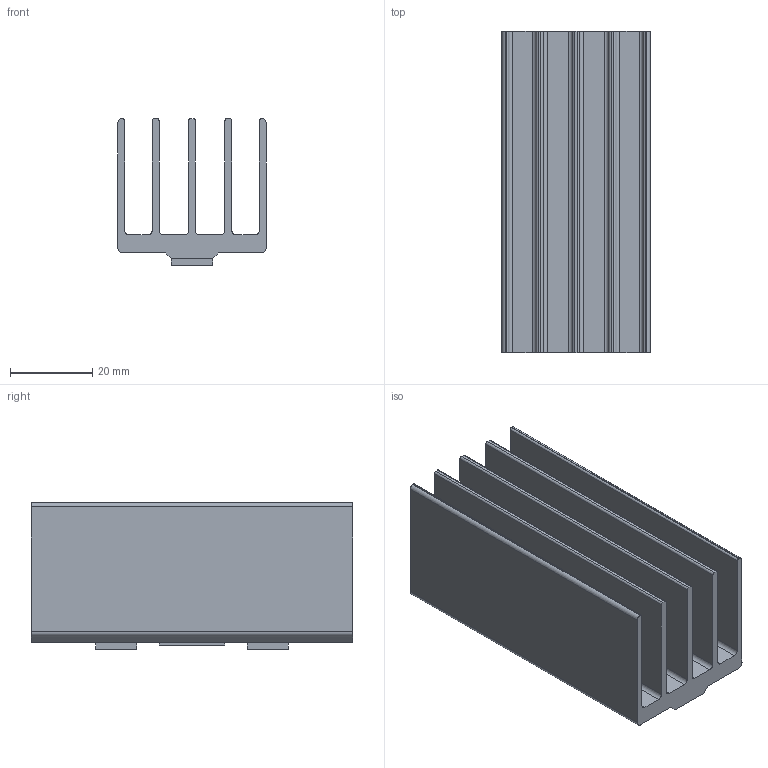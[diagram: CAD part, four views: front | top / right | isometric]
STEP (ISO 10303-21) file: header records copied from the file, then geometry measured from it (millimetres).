
FILE_DESCRIPTION(/* description */ ('Open CASCADE Model'),/* implementation_level */ '2;1');
FILE_NAME(/* name */ 'HS.step',/* time_stamp */ '2025-10-13T19:42:18+11:00',/* author */ (''),/* organization */ (''),/* preprocessor_version */ 'ST-DEVELOPER v20.1',/* originating_system */ 'Autodesk Translation Framework v14.17.0.0',/* authorisation */ '');
FILE_SCHEMA (('AUTOMOTIVE_DESIGN { 1 0 10303 214 3 1 1 }'));
Length unit declared in the file: millimetre
Products named in the file (5): PCB; MP1; UNK_ATS-TI10P-519-C1-R3_HEAT_SINK; ATS-TI10P-519-C1-R3; Advanced Thermal Solutions Logo
Assembly tree (4 placements, depth 4):
  PCB
    MP1
      UNK_ATS-TI10P-519-C1-R3_HEAT_SINK
        ATS-TI10P-519-C1-R3
        Advanced Thermal Solutions Logo
Bounding box: 35.99 x 78 x 35.6 mm (x, y, z)
Volume: 32313.5 mm3; surface area: 29145.4 mm2
Topology: 36 solids, 36 shells, 547 faces, 1407 edges, 934 vertices
Faces by surface type: plane 314, bspline 157, cylinder 76
Full cylindrical faces by diameter (mm): 3 x22, 3.541 x22
Entity records: 20525 total; most frequent: CARTESIAN_POINT 8329, ORIENTED_EDGE 2814, DIRECTION 1846, EDGE_CURVE 1407, LINE 944, VECTOR 944, VERTEX_POINT 934, EDGE_LOOP 569
